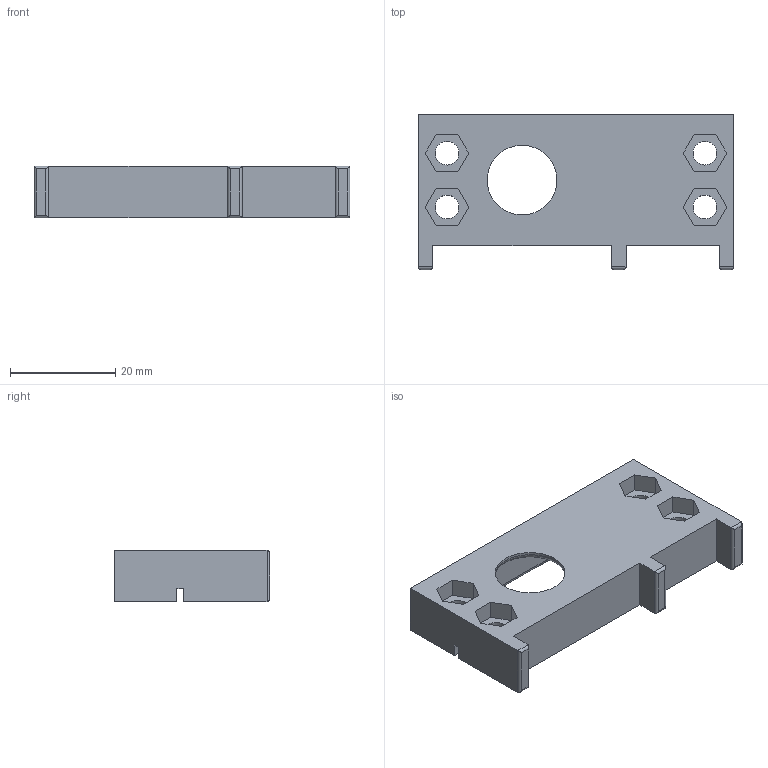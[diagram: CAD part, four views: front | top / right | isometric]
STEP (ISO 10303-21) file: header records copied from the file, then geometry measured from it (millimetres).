
FILE_DESCRIPTION(/* description */ (''),/* implementation_level */ '2;1');
FILE_NAME(/* name */ '3f4874bc-02f0-409b-8387-c8b5b8b732b7.stp',/* time_stamp */ '2026-02-26T19:24:33Z',/* author */ (''),/* organization */ (''),/* preprocessor_version */ 'ST-DEVELOPER v20.1',/* originating_system */ 'Autodesk Translation Framework v14.24.0.0',/* authorisation */ '');
FILE_SCHEMA (('AUTOMOTIVE_DESIGN { 1 0 10303 214 3 1 1 }'));
Length unit declared in the file: millimetre
Products named in the file (2): mountsIntoPieceAboveBase; servoMountTest2 v3
Assembly tree (1 placements, depth 2):
  mountsIntoPieceAboveBase
    servoMountTest2 v3
Bounding box: 60 x 29.5 x 9.75 mm (x, y, z)
Volume: 7084.5 mm3; surface area: 6385.2 mm2
Topology: 1 solids, 1 shells, 78 faces, 200 edges, 128 vertices
Faces by surface type: plane 54, cylinder 23, torus 1
Full cylindrical faces by diameter (mm): 4.5 x4, 13.25 x1
Entity records: 2402 total; most frequent: CARTESIAN_POINT 409, ORIENTED_EDGE 400, DIRECTION 395, EDGE_CURVE 200, LINE 167, VECTOR 167, VERTEX_POINT 128, AXIS2_PLACEMENT_3D 114
